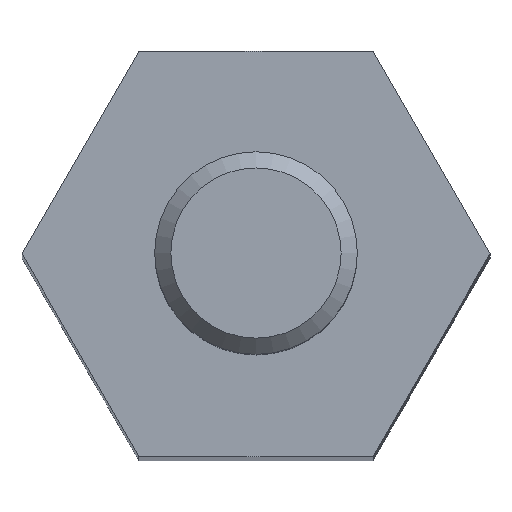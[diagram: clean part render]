
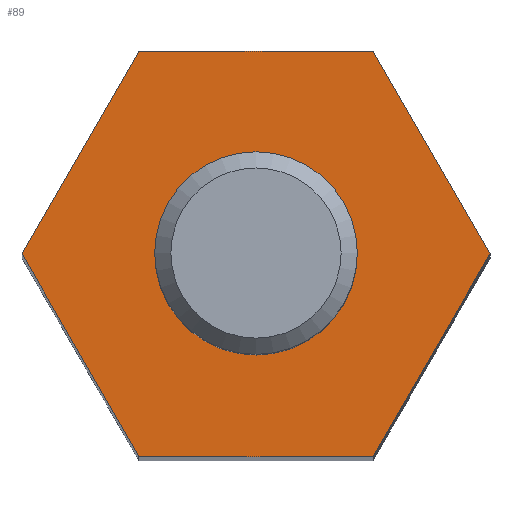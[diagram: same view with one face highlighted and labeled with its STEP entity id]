
A CAD part, top view. The second image highlights one B-rep face of the part: STEP entity #89.
In plain terms, the highlighted planar face has unit normal (0, 0, 1).
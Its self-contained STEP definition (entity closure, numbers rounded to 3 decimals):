
#89 = ADVANCED_FACE( '', ( #186, #187 ), #188, .T. );
#186 = FACE_BOUND( '', #280, .T. );
#187 = FACE_OUTER_BOUND( '', #281, .T. );
#188 = PLANE( '', #282 );
#280 = EDGE_LOOP( '', ( #443 ) );
#281 = EDGE_LOOP( '', ( #444, #445, #446, #447, #448, #449 ) );
#282 = AXIS2_PLACEMENT_3D( '', #450, #451, #452 );
#443 = ORIENTED_EDGE( '', *, *, #517, .T. );
#444 = ORIENTED_EDGE( '', *, *, #529, .T. );
#445 = ORIENTED_EDGE( '', *, *, #533, .T. );
#446 = ORIENTED_EDGE( '', *, *, #519, .T. );
#447 = ORIENTED_EDGE( '', *, *, #483, .T. );
#448 = ORIENTED_EDGE( '', *, *, #536, .T. );
#449 = ORIENTED_EDGE( '', *, *, #541, .T. );
#450 = CARTESIAN_POINT( '', ( 0., 0., 30. ) );
#451 = DIRECTION( '', ( 0., 0., 1. ) );
#452 = DIRECTION( '', ( 1., 0., 0. ) );
#483 = EDGE_CURVE( '', #553, #551, #554, .T. );
#517 = EDGE_CURVE( '', #603, #603, #604, .F. );
#519 = EDGE_CURVE( '', #606, #553, #607, .T. );
#529 = EDGE_CURVE( '', #620, #618, #621, .T. );
#533 = EDGE_CURVE( '', #618, #606, #626, .T. );
#536 = EDGE_CURVE( '', #551, #628, #630, .T. );
#541 = EDGE_CURVE( '', #628, #620, #635, .T. );
#551 = VERTEX_POINT( '', #651 );
#553 = VERTEX_POINT( '', #654 );
#554 = LINE( '', #655, #656 );
#603 = VERTEX_POINT( '', #744 );
#604 = CIRCLE( '', #745, 1.104 );
#606 = VERTEX_POINT( '', #747 );
#607 = LINE( '', #748, #749 );
#618 = VERTEX_POINT( '', #773 );
#620 = VERTEX_POINT( '', #776 );
#621 = LINE( '', #777, #778 );
#626 = LINE( '', #789, #790 );
#628 = VERTEX_POINT( '', #792 );
#630 = LINE( '', #795, #796 );
#635 = LINE( '', #813, #814 );
#651 = CARTESIAN_POINT( '', ( 1.443, -2.5, 30. ) );
#654 = CARTESIAN_POINT( '', ( -1.443, -2.5, 30. ) );
#655 = CARTESIAN_POINT( '', ( -1.443, -2.5, 30. ) );
#656 = VECTOR( '', #822, 1000. );
#744 = CARTESIAN_POINT( '', ( 1.104, 0., 30. ) );
#745 = AXIS2_PLACEMENT_3D( '', #866, #867, #868 );
#747 = CARTESIAN_POINT( '', ( -2.887, 0., 30. ) );
#748 = CARTESIAN_POINT( '', ( -2.887, 0., 30. ) );
#749 = VECTOR( '', #869, 1000. );
#773 = CARTESIAN_POINT( '', ( -1.443, 2.5, 30. ) );
#776 = CARTESIAN_POINT( '', ( 1.443, 2.5, 30. ) );
#777 = CARTESIAN_POINT( '', ( 1.443, 2.5, 30. ) );
#778 = VECTOR( '', #875, 1000. );
#789 = CARTESIAN_POINT( '', ( -1.443, 2.5, 30. ) );
#790 = VECTOR( '', #877, 1000. );
#792 = CARTESIAN_POINT( '', ( 2.887, 0., 30. ) );
#795 = CARTESIAN_POINT( '', ( 1.443, -2.5, 30. ) );
#796 = VECTOR( '', #879, 1000. );
#813 = CARTESIAN_POINT( '', ( 2.887, 0., 30. ) );
#814 = VECTOR( '', #880, 1000. );
#822 = DIRECTION( '', ( 1., 0., 0. ) );
#866 = CARTESIAN_POINT( '', ( 0., 0., 30. ) );
#867 = DIRECTION( '', ( 0., 0., 1. ) );
#868 = DIRECTION( '', ( 1., 0., 0. ) );
#869 = DIRECTION( '', ( 0.5, -0.866, 0. ) );
#875 = DIRECTION( '', ( -1., 0., 0. ) );
#877 = DIRECTION( '', ( -0.5, -0.866, 0. ) );
#879 = DIRECTION( '', ( 0.5, 0.866, 0. ) );
#880 = DIRECTION( '', ( -0.5, 0.866, 0. ) );
